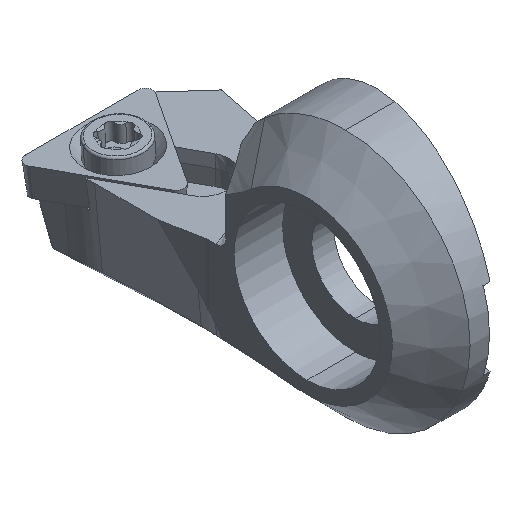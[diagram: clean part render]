
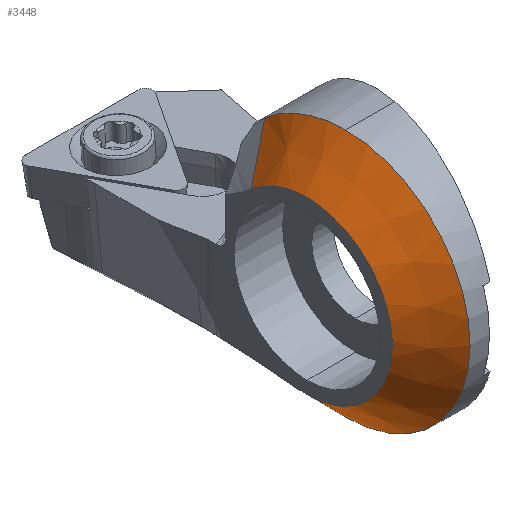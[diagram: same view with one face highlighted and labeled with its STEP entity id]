
A CAD part, isometric view. The second image highlights one B-rep face of the part: STEP entity #3448.
In plain terms, the highlighted conical face has half-angle 45 degrees and reference radius 6.4 mm.
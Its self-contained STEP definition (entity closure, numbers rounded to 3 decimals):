
#33 = ORIENTED_EDGE ( 'NONE', *, *, #2473, .F. ) ;
#142 = VERTEX_POINT ( 'NONE', #775 ) ;
#158 = DIRECTION ( 'NONE',  ( -1., 0., 0. ) ) ;
#494 = ORIENTED_EDGE ( 'NONE', *, *, #3864, .T. ) ;
#497 = DIRECTION ( 'NONE',  ( -1., 0., 0. ) ) ;
#675 = AXIS2_PLACEMENT_3D ( 'NONE', #2570, #736, #2280 ) ;
#722 = VERTEX_POINT ( 'NONE', #3742 ) ;
#736 = DIRECTION ( 'NONE',  ( 1., 0., 0. ) ) ;
#775 = CARTESIAN_POINT ( 'NONE',  ( -3.65, 2.873, 3.332 ) ) ;
#805 = EDGE_CURVE ( 'NONE', #3780, #722, #1367, .T. ) ;
#849 = CARTESIAN_POINT ( 'NONE',  ( -1.65, 0., 6.4 ) ) ;
#861 = AXIS2_PLACEMENT_3D ( 'NONE', #1314, #3726, #3391 ) ;
#1088 = EDGE_LOOP ( 'NONE', ( #1835, #494, #3704, #3849, #1147, #33 ) ) ;
#1147 = ORIENTED_EDGE ( 'NONE', *, *, #2174, .T. ) ;
#1257 = DIRECTION ( 'NONE',  ( -1., 0., 0. ) ) ;
#1294 = DIRECTION ( 'NONE',  ( 0., 1., 0. ) ) ;
#1314 = CARTESIAN_POINT ( 'NONE',  ( -1.65, 0., 0. ) ) ;
#1367 = LINE ( 'NONE', #2859, #3660 ) ;
#1372 = FACE_OUTER_BOUND ( 'NONE', #1088, .T. ) ;
#1430 = DIRECTION ( 'NONE',  ( -0.707, -0.462, -0.536 ) ) ;
#1581 = DIRECTION ( 'NONE',  ( 0., -1., 0. ) ) ;
#1737 = LINE ( 'NONE', #2887, #2195 ) ;
#1835 = ORIENTED_EDGE ( 'NONE', *, *, #805, .F. ) ;
#1882 = VERTEX_POINT ( 'NONE', #3675 ) ;
#1915 = CIRCLE ( 'NONE', #2293, 6.4 ) ;
#1917 = VERTEX_POINT ( 'NONE', #2419 ) ;
#1929 = CIRCLE ( 'NONE', #2054, 6.4 ) ;
#2054 = AXIS2_PLACEMENT_3D ( 'NONE', #3172, #158, #1581 ) ;
#2174 = EDGE_CURVE ( 'NONE', #1917, #142, #1737, .T. ) ;
#2195 = VECTOR ( 'NONE', #1430, 1000. ) ;
#2280 = DIRECTION ( 'NONE',  ( 0., 1., 0. ) ) ;
#2293 = AXIS2_PLACEMENT_3D ( 'NONE', #3696, #1257, #3300 ) ;
#2323 = AXIS2_PLACEMENT_3D ( 'NONE', #2602, #497, #1294 ) ;
#2419 = CARTESIAN_POINT ( 'NONE',  ( -1.65, 4.179, 4.847 ) ) ;
#2473 = EDGE_CURVE ( 'NONE', #722, #142, #3071, .T. ) ;
#2556 = CIRCLE ( 'NONE', #861, 6.4 ) ;
#2566 = DIRECTION ( 'NONE',  ( -0.707, -0.074, 0.703 ) ) ;
#2570 = CARTESIAN_POINT ( 'NONE',  ( -1.65, 0., 0. ) ) ;
#2602 = CARTESIAN_POINT ( 'NONE',  ( -3.65, 0., 0. ) ) ;
#2695 = VERTEX_POINT ( 'NONE', #849 ) ;
#2859 = CARTESIAN_POINT ( 'NONE',  ( -5.5, 0.267, -2.536 ) ) ;
#2887 = CARTESIAN_POINT ( 'NONE',  ( -3.65, 2.873, 3.332 ) ) ;
#3071 = CIRCLE ( 'NONE', #2323, 4.4 ) ;
#3172 = CARTESIAN_POINT ( 'NONE',  ( -1.65, 0., 0. ) ) ;
#3207 = EDGE_CURVE ( 'NONE', #2695, #1917, #1915, .T. ) ;
#3300 = DIRECTION ( 'NONE',  ( 0., -1., 0. ) ) ;
#3391 = DIRECTION ( 'NONE',  ( 0., -1., 0. ) ) ;
#3431 = CARTESIAN_POINT ( 'NONE',  ( -1.65, 0.669, -6.365 ) ) ;
#3436 = CONICAL_SURFACE ( 'NONE', #675, 6.4, 0.785 ) ;
#3448 = ADVANCED_FACE ( 'NONE', ( #1372 ), #3436, .T. ) ;
#3660 = VECTOR ( 'NONE', #2566, 1000. ) ;
#3675 = CARTESIAN_POINT ( 'NONE',  ( -1.65, 0., -6.4 ) ) ;
#3696 = CARTESIAN_POINT ( 'NONE',  ( -1.65, 0., 0. ) ) ;
#3704 = ORIENTED_EDGE ( 'NONE', *, *, #3859, .T. ) ;
#3726 = DIRECTION ( 'NONE',  ( -1., 0., 0. ) ) ;
#3742 = CARTESIAN_POINT ( 'NONE',  ( -3.65, 0.46, -4.376 ) ) ;
#3780 = VERTEX_POINT ( 'NONE', #3431 ) ;
#3849 = ORIENTED_EDGE ( 'NONE', *, *, #3207, .T. ) ;
#3859 = EDGE_CURVE ( 'NONE', #1882, #2695, #1929, .T. ) ;
#3864 = EDGE_CURVE ( 'NONE', #3780, #1882, #2556, .T. ) ;
